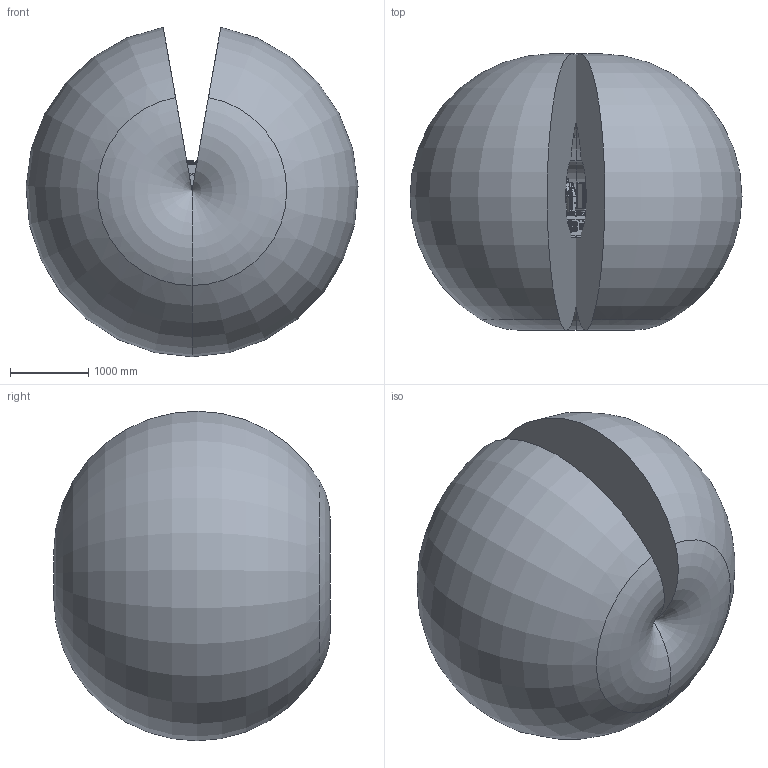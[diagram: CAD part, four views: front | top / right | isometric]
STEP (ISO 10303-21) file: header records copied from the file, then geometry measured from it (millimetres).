
FILE_DESCRIPTION (( 'STEP AP214' ), '1' );
FILE_NAME ('ER50-2100 Íâ²¿Ä£ÐÍ.STEP', '2019-12-24T09:50:20', ( '' ), ( '' ), 'SwSTEP 2.0', 'SolidWorks 2018', '' );
FILE_SCHEMA (( 'AUTOMOTIVE_DESIGN' ));
Length unit declared in the file: millimetre
Products named in the file (9): ER50-08; ER50-06; ER50-05; ER50-04; ER50-03; ER50-02; ER50-01; ER50-2100 俋窒耀倰; ER50-9
Assembly tree (8 placements, depth 2):
  ER50-2100 俋窒耀倰
    ER50-01
    ER50-02
    ER50-03
    ER50-04
    ER50-05
    ER50-06
    ER50-08
    ER50-9
Bounding box: 4253.33 x 3540.84 x 4222.55 mm (x, y, z)
Volume: 32810189573.4 mm3; surface area: 74642065.4 mm2
Topology: 1 solids, 162 shells, 4422 faces, 13775 edges, 9252 vertices
Faces by surface type: cylinder 2096, plane 1194, bspline 526, torus 371, cone 184, sphere 51
Entity records: 262851 total; most frequent: CARTESIAN_POINT 96568, DIRECTION 24258, ORIENTED_EDGE 23000, EDGE_CURVE 13637, VERTEX_POINT 9250, AXIS2_PLACEMENT_3D 9215, VECTOR 5828, LINE 5828
